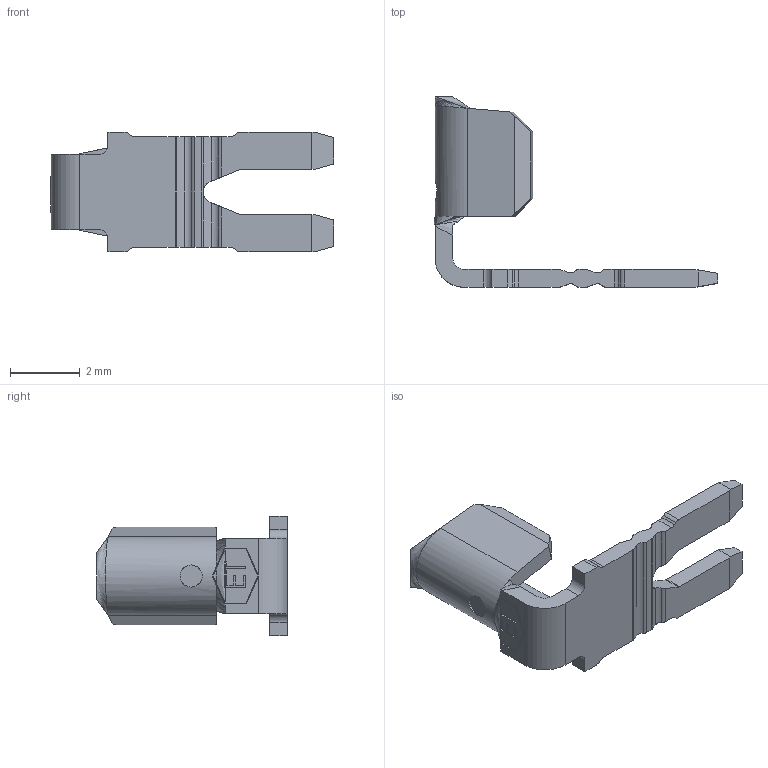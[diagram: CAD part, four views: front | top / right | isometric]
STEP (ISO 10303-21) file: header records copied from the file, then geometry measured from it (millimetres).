
FILE_DESCRIPTION (( 'STEP AP203' ), '1' );
FILE_NAME ('11812.STEP', '2015-02-23T17:53:08', ( '' ), ( '' ), 'SwSTEP 2.0', 'SolidWorks 2014', '' );
FILE_SCHEMA (( 'CONFIG_CONTROL_DESIGN' ));
Length unit declared in the file: inch
Products named in the file (1): 11812
Bounding box: 8.14 x 5.46 x 3.43 mm (x, y, z)
Volume: 20.1 mm3; surface area: 107.3 mm2
Topology: 1 solids, 1 shells, 189 faces, 513 edges, 328 vertices
Faces by surface type: plane 125, cylinder 42, bspline 16, cone 6
Entity records: 6227 total; most frequent: CARTESIAN_POINT 1494, ORIENTED_EDGE 1026, DIRECTION 897, EDGE_CURVE 513, VECTOR 393, LINE 393, VERTEX_POINT 328, AXIS2_PLACEMENT_3D 252
